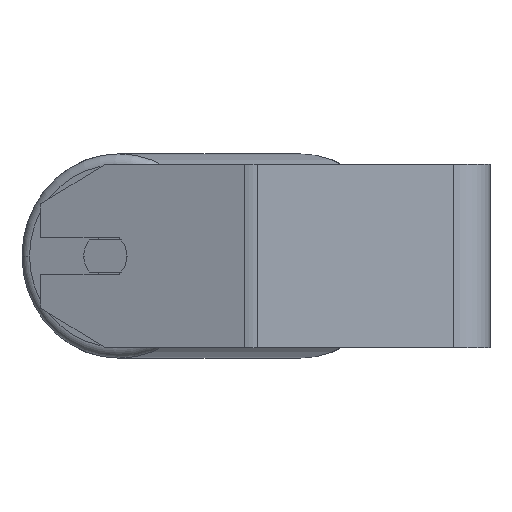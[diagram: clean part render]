
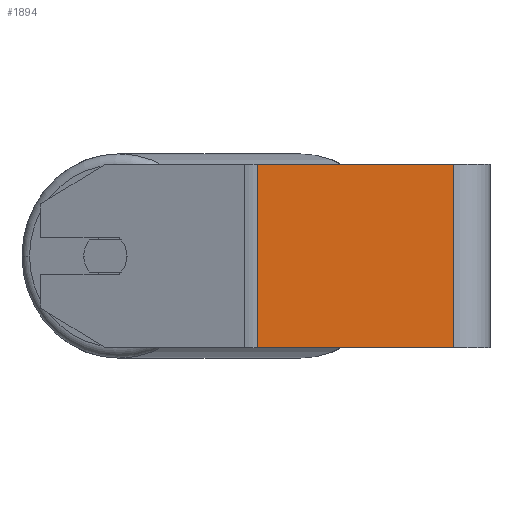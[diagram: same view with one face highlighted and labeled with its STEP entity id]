
A CAD part, left-side view. The second image highlights one B-rep face of the part: STEP entity #1894.
In plain terms, the highlighted planar face has unit normal (-1, 0, 0).
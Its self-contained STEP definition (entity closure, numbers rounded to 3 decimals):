
#345 = CARTESIAN_POINT ( 'NONE',  ( -280., 104.19, -40. ) ) ;
#411 = ORIENTED_EDGE ( 'NONE', *, *, #6993, .T. ) ;
#527 = CARTESIAN_POINT ( 'NONE',  ( -280., 101.369, -40. ) ) ;
#597 = VECTOR ( 'NONE', #907, 1000. ) ;
#600 = DIRECTION ( 'NONE',  ( 0., 0., -1. ) ) ;
#731 = DIRECTION ( 'NONE',  ( 0., 0., -1. ) ) ;
#741 = LINE ( 'NONE', #4465, #5561 ) ;
#907 = DIRECTION ( 'NONE',  ( 0., -1., 0. ) ) ;
#1237 = CARTESIAN_POINT ( 'NONE',  ( -280., 101.369, 40. ) ) ;
#1269 = DIRECTION ( 'NONE',  ( 0., -1., 0. ) ) ;
#1360 = EDGE_CURVE ( 'NONE', #3384, #4038, #741, .T. ) ;
#1411 = LINE ( 'NONE', #4139, #597 ) ;
#1894 = ADVANCED_FACE ( 'NONE', ( #3545 ), #5688, .F. ) ;
#1938 = DIRECTION ( 'NONE',  ( 1., 0., 0. ) ) ;
#1966 = CARTESIAN_POINT ( 'NONE',  ( -280., 16., 40. ) ) ;
#2298 = ORIENTED_EDGE ( 'NONE', *, *, #1360, .F. ) ;
#2608 = DIRECTION ( 'NONE',  ( 0., 0., -1. ) ) ;
#2661 = VERTEX_POINT ( 'NONE', #527 ) ;
#3029 = EDGE_CURVE ( 'NONE', #5817, #3384, #1411, .T. ) ;
#3313 = AXIS2_PLACEMENT_3D ( 'NONE', #5163, #1938, #731 ) ;
#3384 = VERTEX_POINT ( 'NONE', #1966 ) ;
#3538 = EDGE_CURVE ( 'NONE', #5817, #2661, #3616, .T. ) ;
#3545 = FACE_OUTER_BOUND ( 'NONE', #5637, .T. ) ;
#3616 = LINE ( 'NONE', #5863, #6150 ) ;
#4038 = VERTEX_POINT ( 'NONE', #4729 ) ;
#4139 = CARTESIAN_POINT ( 'NONE',  ( -280., 104.19, 40. ) ) ;
#4300 = ORIENTED_EDGE ( 'NONE', *, *, #3538, .T. ) ;
#4465 = CARTESIAN_POINT ( 'NONE',  ( -280., 16., 40. ) ) ;
#4486 = VECTOR ( 'NONE', #1269, 1000. ) ;
#4729 = CARTESIAN_POINT ( 'NONE',  ( -280., 16., -40. ) ) ;
#5163 = CARTESIAN_POINT ( 'NONE',  ( -280., 104.19, 40. ) ) ;
#5207 = LINE ( 'NONE', #345, #4486 ) ;
#5561 = VECTOR ( 'NONE', #600, 1000. ) ;
#5588 = ORIENTED_EDGE ( 'NONE', *, *, #3029, .F. ) ;
#5637 = EDGE_LOOP ( 'NONE', ( #411, #2298, #5588, #4300 ) ) ;
#5688 = PLANE ( 'NONE',  #3313 ) ;
#5817 = VERTEX_POINT ( 'NONE', #1237 ) ;
#5863 = CARTESIAN_POINT ( 'NONE',  ( -280., 101.369, 40. ) ) ;
#6150 = VECTOR ( 'NONE', #2608, 1000. ) ;
#6993 = EDGE_CURVE ( 'NONE', #2661, #4038, #5207, .T. ) ;
